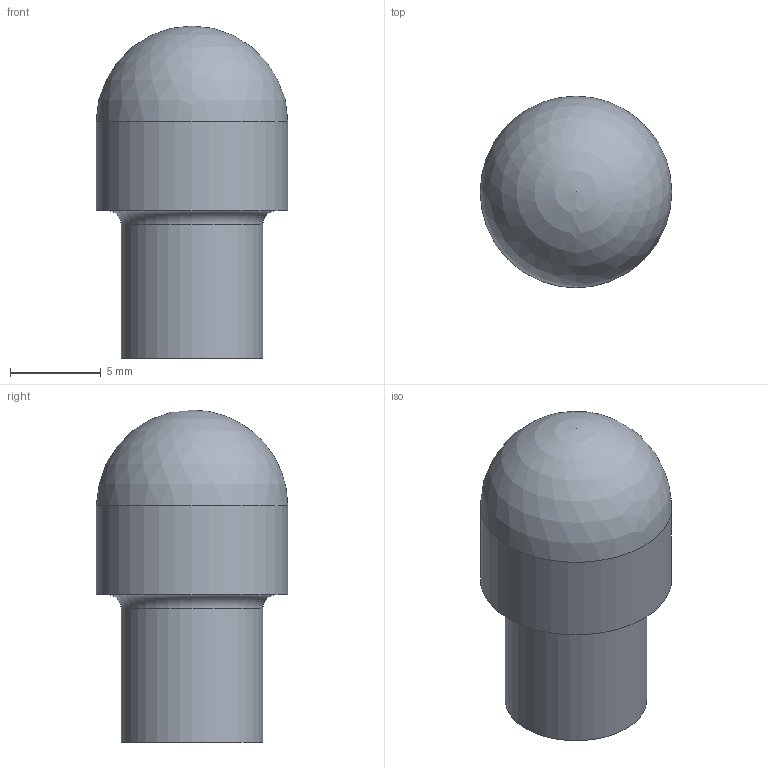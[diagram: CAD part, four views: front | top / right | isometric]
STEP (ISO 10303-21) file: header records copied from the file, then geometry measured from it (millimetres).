
FILE_DESCRIPTION(/* description */ ('BAT, ROUND, FOR NKK SxAL SWITCH'),/* implementation_level */ '2;1');
FILE_NAME(/* name */ 'OHC0001-10_BAT, ROUND, FOR NKK SxAL SWITCH_-_V4.step',/* time_stamp */ '2023-05-31T20:05:35-05:00',/* author */ (''),/* organization */ (''),/* preprocessor_version */ 'ST-DEVELOPER v19.2',/* originating_system */ 'Autodesk Translation Framework v12.4.0.73',/* authorisation */ '');
FILE_SCHEMA (('AUTOMOTIVE_DESIGN { 1 0 10303 214 3 1 1 }'));
Length unit declared in the file: inch
Products named in the file (1): OHC0001-10
Bounding box: 10.54 x 10.54 x 18.26 mm (x, y, z)
Volume: 589.2 mm3; surface area: 941.1 mm2
Topology: 1 solids, 1 shells, 10 faces, 19 edges, 12 vertices
Faces by surface type: cylinder 4, plane 3, cone 1, sphere 1, torus 1
Full cylindrical faces by diameter (mm): 6.283 x1, 7 x1, 7.798 x1, 10.541 x1
Entity records: 291 total; most frequent: DIRECTION 51, CARTESIAN_POINT 40, ORIENTED_EDGE 34, AXIS2_PLACEMENT_3D 23, EDGE_CURVE 17, EDGE_LOOP 13, CIRCLE 12, VERTEX_POINT 12
